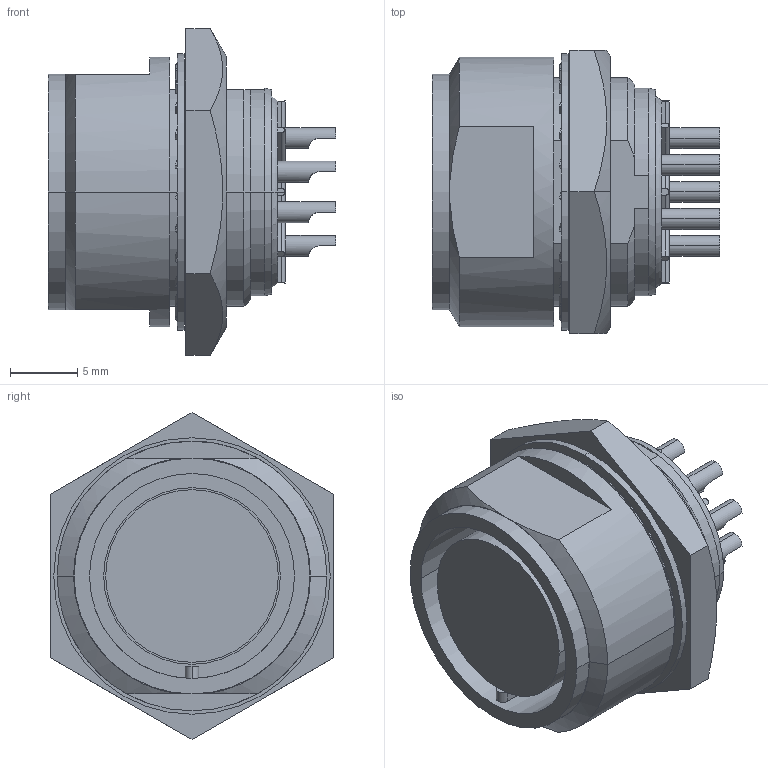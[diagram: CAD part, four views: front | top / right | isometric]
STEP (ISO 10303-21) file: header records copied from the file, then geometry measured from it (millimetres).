
FILE_DESCRIPTION(('CoCreate Modeling STEP Export'),'2;1');
FILE_NAME('RM15TRD-10S.stp','2011-05-10T17:09:30',(''),(''),'CoCreate Modeling STEP processor for AP214 (Solid Model)','CoCreate Modeling 17.0 01-Apr-2010 (C) Parametric Technology GmbH','');
FILE_SCHEMA(('AUTOMOTIVE_DESIGN { 1 0 10303 214 1 1 1 1 }'));
Length unit declared in the file: millimetre
Products named in the file (1): RM15TRD-10S
Bounding box: 21.3 x 21 x 24.25 mm (x, y, z)
Volume: 4291.9 mm3; surface area: 3930.7 mm2
Topology: 1 solids, 1 shells, 452 faces, 1184 edges, 726 vertices
Faces by surface type: cylinder 225, plane 209, cone 16, torus 2
Entity records: 17704 total; most frequent: CARTESIAN_POINT 7542, ORIENTED_EDGE 2368, DIRECTION 1893, EDGE_CURVE 1184, VERTEX_POINT 726, AXIS2_PLACEMENT_3D 705, EDGE_LOOP 494, VECTOR 483
